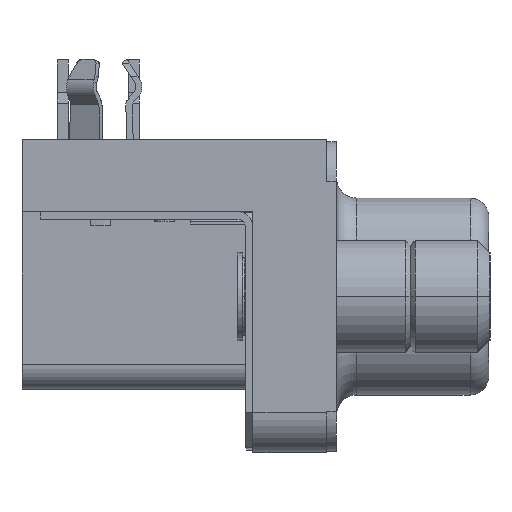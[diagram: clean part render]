
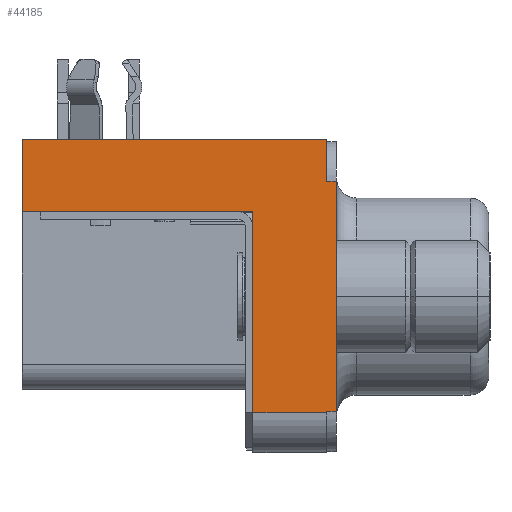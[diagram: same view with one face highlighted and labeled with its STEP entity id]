
A CAD part, left-side view. The second image highlights one B-rep face of the part: STEP entity #44185.
In plain terms, the highlighted planar face has unit normal (-1, 0, 0).
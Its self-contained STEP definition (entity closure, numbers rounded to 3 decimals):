
#6=DIRECTION('',(0.,0.,1.));
#7=VECTOR('',#6,1.69);
#8=CARTESIAN_POINT('',(-19.57,0.,-1.69));
#9=LINE('3230',#8,#7);
#22=DIRECTION('',(0.,-1.,0.));
#23=VECTOR('',#22,0.4);
#24=CARTESIAN_POINT('',(-19.57,0.,-1.69));
#25=LINE('3275',#24,#23);
#82=DIRECTION('',(0.,1.,0.));
#83=VECTOR('',#82,12.2);
#84=CARTESIAN_POINT('',(-19.57,0.,0.));
#85=LINE('1739',#84,#83);
#152=DIRECTION('',(0.,0.,1.));
#153=VECTOR('',#152,2.9);
#154=CARTESIAN_POINT('',(-19.57,12.2,-2.9));
#155=LINE('1729',#154,#153);
#5046=DIRECTION('',(0.,0.,1.));
#5047=VECTOR('',#5046,8.05);
#5048=CARTESIAN_POINT('',(-19.57,2.95,-10.95));
#5049=LINE('1734',#5048,#5047);
#7994=DIRECTION('',(0.,0.,1.));
#7995=VECTOR('',#7994,9.22);
#7996=CARTESIAN_POINT('',(-19.57,-0.4,-10.91));
#7997=LINE('2784',#7996,#7995);
#9221=DIRECTION('',(0.,-1.,0.));
#9222=VECTOR('',#9221,0.4);
#9223=CARTESIAN_POINT('',(-19.57,0.,-10.91));
#9224=LINE('3274',#9223,#9222);
#9225=CARTESIAN_POINT('',(-19.57,0.,-10.95));
#9226=CARTESIAN_POINT('',(-19.57,0.,-10.943));
#9227=CARTESIAN_POINT('',(-19.57,0.,-10.93));
#9228=CARTESIAN_POINT('',(-19.57,0.,-10.917));
#9229=CARTESIAN_POINT('',(-19.57,0.,-10.91));
#9231=DIRECTION('',(0.,1.,0.));
#9232=VECTOR('',#9231,2.95);
#9233=CARTESIAN_POINT('',(-19.57,0.,-10.95));
#9234=LINE('3232',#9233,#9232);
#9235=DIRECTION('',(0.,1.,0.));
#9236=VECTOR('',#9235,9.25);
#9237=CARTESIAN_POINT('',(-19.57,2.95,-2.9));
#9238=LINE('1735',#9237,#9236);
#26350=CARTESIAN_POINT('',(-19.57,2.95,-10.95));
#26352=VERTEX_POINT('',#26350);
#26357=CARTESIAN_POINT('',(-19.57,12.2,-2.9));
#26358=CARTESIAN_POINT('',(-19.57,12.2,0.));
#26359=VERTEX_POINT('',#26357);
#26360=VERTEX_POINT('',#26358);
#26371=CARTESIAN_POINT('',(-19.57,2.95,-2.9));
#26372=VERTEX_POINT('',#26371);
#26377=CARTESIAN_POINT('',(-19.57,0.,0.));
#26378=VERTEX_POINT('',#26377);
#27776=CARTESIAN_POINT('',(-19.57,-0.4,-10.91));
#27778=VERTEX_POINT('',#27776);
#27779=CARTESIAN_POINT('',(-19.57,-0.4,-1.69));
#27780=VERTEX_POINT('',#27779);
#28268=CARTESIAN_POINT('',(-19.57,0.,-10.95));
#28270=VERTEX_POINT('',#28268);
#28271=VERTEX_POINT('',#9229);
#28272=CARTESIAN_POINT('',(-19.57,0.,-1.69));
#28274=VERTEX_POINT('',#28272);
#44168=CARTESIAN_POINT('',(-19.57,0.,-10.95));
#44169=DIRECTION('',(-1.,0.,0.));
#44170=DIRECTION('',(0.,0.,1.));
#44171=AXIS2_PLACEMENT_3D('',#44168,#44169,#44170);
#44172=PLANE('9',#44171);
#44173=ORIENTED_EDGE('3230',*,*,#32261,.F.);
#44174=ORIENTED_EDGE('3275',*,*,#32282,.T.);
#44175=ORIENTED_EDGE('2784',*,*,#42379,.F.);
#44176=ORIENTED_EDGE('3274',*,*,#44160,.F.);
#44177=ORIENTED_EDGE('3144',*,*,#44158,.F.);
#44178=ORIENTED_EDGE('3232',*,*,#44132,.T.);
#44179=ORIENTED_EDGE('1734',*,*,#39106,.T.);
#44180=ORIENTED_EDGE('1735',*,*,#39860,.T.);
#44181=ORIENTED_EDGE('1729',*,*,#32422,.T.);
#44182=ORIENTED_EDGE('1739',*,*,#32361,.F.);
#44183=EDGE_LOOP('9',(#44173,#44174,#44175,#44176,#44177,#44178,#44179,#44180,
#44181,#44182));
#44184=FACE_OUTER_BOUND('9',#44183,.F.);
#44185=ADVANCED_FACE('9',(#44184),#44172,.T.);
#9230=B_SPLINE_CURVE_WITH_KNOTS('3144',3,(#9225,#9226,#9227,#9228,#9229),
.UNSPECIFIED.,.F.,.F.,(4,1,4),(0.,0.5,1.),.UNSPECIFIED.);
#32261=EDGE_CURVE('3230',#28274,#26378,#9,.T.);
#32282=EDGE_CURVE('3275',#28274,#27780,#25,.T.);
#32361=EDGE_CURVE('1739',#26378,#26360,#85,.T.);
#32422=EDGE_CURVE('1729',#26359,#26360,#155,.T.);
#39106=EDGE_CURVE('1734',#26352,#26372,#5049,.T.);
#39860=EDGE_CURVE('1735',#26372,#26359,#9238,.T.);
#42379=EDGE_CURVE('2784',#27778,#27780,#7997,.T.);
#44132=EDGE_CURVE('3232',#28270,#26352,#9234,.T.);
#44158=EDGE_CURVE('3144',#28270,#28271,#9230,.T.);
#44160=EDGE_CURVE('3274',#28271,#27778,#9224,.T.);
